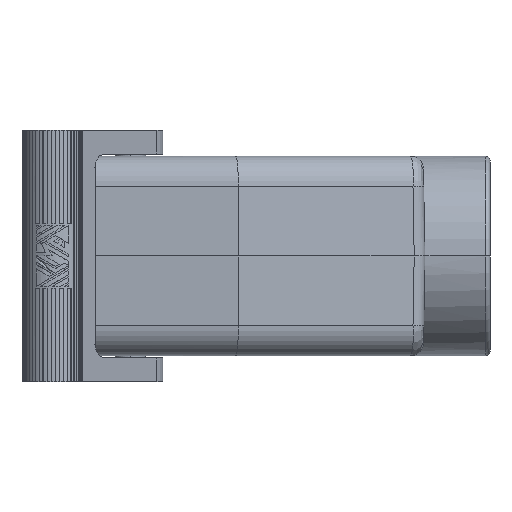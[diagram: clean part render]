
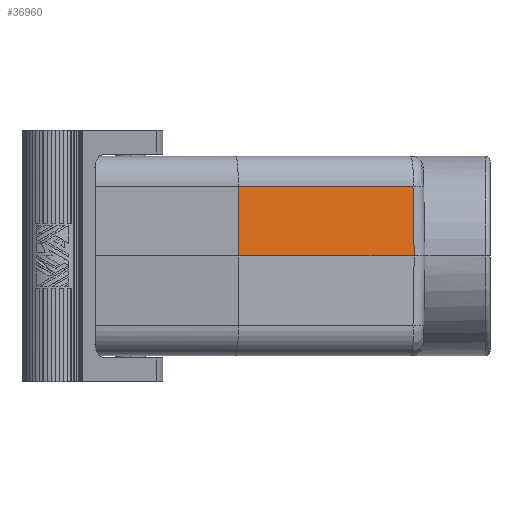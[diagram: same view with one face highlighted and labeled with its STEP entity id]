
A CAD part, left-side view. The second image highlights one B-rep face of the part: STEP entity #36960.
In plain terms, the highlighted face is planar.
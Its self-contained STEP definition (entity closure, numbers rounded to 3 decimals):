
#6950=CARTESIAN_POINT('',(25.108,97.122,
0.));
#6960=VERTEX_POINT('',#6950);
#18610=CARTESIAN_POINT('',(31.972,56.576,
16.122));
#18620=VERTEX_POINT('',#18610);
#36610=CARTESIAN_POINT('',(29.999,68.576,
8.061));
#36620=DIRECTION('',(-0.985,-0.174,
-0.017));
#36630=DIRECTION('',(-0.017,-0.003,
1.));
#36640=AXIS2_PLACEMENT_3D('',#36610,#36620,#36630);
#36650=PLANE('',#36640);
#36660=CARTESIAN_POINT('',(29.86,68.552,
16.122));
#36670=DIRECTION('',(-0.174,0.985,
0.));
#36680=VECTOR('',#36670,1.);
#36690=LINE('',#36660,#36680);
#36700=CARTESIAN_POINT('',(24.872,96.84,
16.122));
#36710=VERTEX_POINT('',#36700);
#36720=EDGE_CURVE('',#18620,#36710,#36690,.T.);
#36730=ORIENTED_EDGE('',*,*,#36720,.F.);
#36740=CARTESIAN_POINT('',(25.108,97.121,
0.052));
#36750=DIRECTION('',(0.015,0.017,
-1.));
#36760=VECTOR('',#36750,1.);
#36770=LINE('',#36740,#36760);
#36780=EDGE_CURVE('',#36710,#6960,#36770,.T.);
#36790=ORIENTED_EDGE('',*,*,#36780,.F.);
#36800=CARTESIAN_POINT('',(32.393,55.81,
0.));
#36810=DIRECTION('',(-0.174,0.985,
0.));
#36820=VECTOR('',#36810,1.);
#36830=LINE('',#36800,#36820);
#36840=CARTESIAN_POINT('',(32.253,56.6,
0.));
#36850=VERTEX_POINT('',#36840);
#36860=EDGE_CURVE('',#36850,#6960,#36830,.T.);
#36870=ORIENTED_EDGE('',*,*,#36860,.T.);
#36880=CARTESIAN_POINT('',(32.253,56.6,0.));
#36890=DIRECTION('',(-0.017,-0.002,
1.));
#36900=VECTOR('',#36890,1.);
#36910=LINE('',#36880,#36900);
#36920=EDGE_CURVE('',#36850,#18620,#36910,.T.);
#36930=ORIENTED_EDGE('',*,*,#36920,.F.);
#36940=EDGE_LOOP('',(#36930,#36870,#36790,#36730));
#36950=FACE_OUTER_BOUND('',#36940,.T.);
#36960=ADVANCED_FACE('',(#36950),#36650,.F.);
